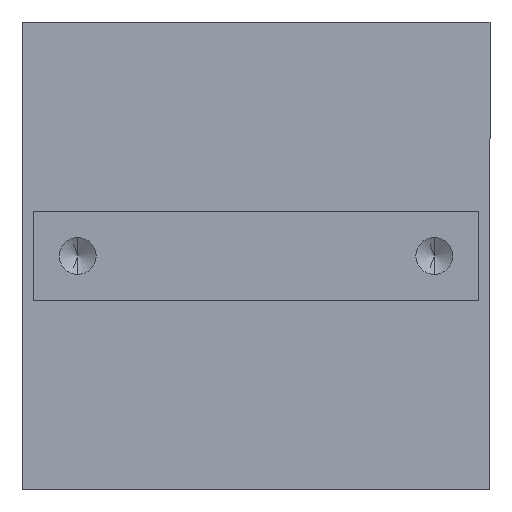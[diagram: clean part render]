
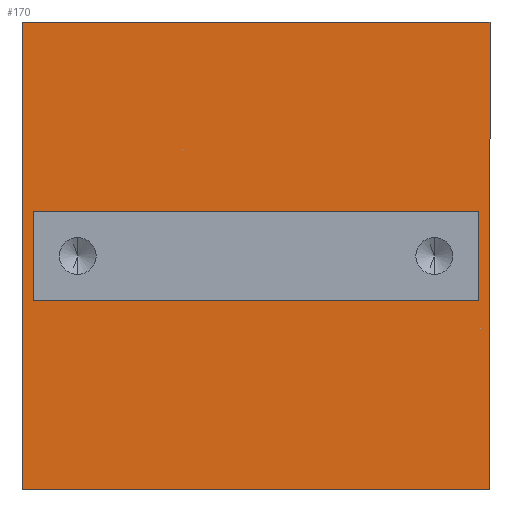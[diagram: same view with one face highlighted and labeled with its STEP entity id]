
A CAD part, front view. The second image highlights one B-rep face of the part: STEP entity #170.
In plain terms, the highlighted planar face has unit normal (0, -1, 0).
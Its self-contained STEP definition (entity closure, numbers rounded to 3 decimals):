
#15 = ORIENTED_EDGE ( 'NONE', *, *, #210, .F. ) ;
#20 = CARTESIAN_POINT ( 'NONE',  ( -21., 17., -21. ) ) ;
#38 = FACE_OUTER_BOUND ( 'NONE', #579, .T. ) ;
#44 = DIRECTION ( 'NONE',  ( -1., 0., 0. ) ) ;
#57 = VECTOR ( 'NONE', #184, 1000. ) ;
#89 = CARTESIAN_POINT ( 'NONE',  ( 20., 17., -4. ) ) ;
#92 = LINE ( 'NONE', #89, #57 ) ;
#94 = DIRECTION ( 'NONE',  ( 0., 0., 1. ) ) ;
#96 = CARTESIAN_POINT ( 'NONE',  ( 0., 17., 0. ) ) ;
#101 = CARTESIAN_POINT ( 'NONE',  ( 20., 17., 4. ) ) ;
#102 = ORIENTED_EDGE ( 'NONE', *, *, #152, .T. ) ;
#109 = VERTEX_POINT ( 'NONE', #571 ) ;
#119 = ORIENTED_EDGE ( 'NONE', *, *, #315, .F. ) ;
#121 = DIRECTION ( 'NONE',  ( -1., 0., 0. ) ) ;
#129 = LINE ( 'NONE', #414, #458 ) ;
#137 = CARTESIAN_POINT ( 'NONE',  ( 21., 17., -21. ) ) ;
#150 = VERTEX_POINT ( 'NONE', #101 ) ;
#152 = EDGE_CURVE ( 'NONE', #109, #544, #326, .T. ) ;
#153 = VERTEX_POINT ( 'NONE', #137 ) ;
#164 = DIRECTION ( 'NONE',  ( 0., 0., -1. ) ) ;
#170 = ADVANCED_FACE ( 'NONE', ( #38, #181 ), #368, .F. ) ;
#174 = LINE ( 'NONE', #596, #334 ) ;
#180 = CARTESIAN_POINT ( 'NONE',  ( -21., 17., 21. ) ) ;
#181 = FACE_BOUND ( 'NONE', #483, .T. ) ;
#184 = DIRECTION ( 'NONE',  ( 0., 0., -1. ) ) ;
#187 = DIRECTION ( 'NONE',  ( 0., 0., 1. ) ) ;
#194 = EDGE_CURVE ( 'NONE', #150, #531, #92, .T. ) ;
#199 = VECTOR ( 'NONE', #511, 1000. ) ;
#210 = EDGE_CURVE ( 'NONE', #439, #301, #321, .T. ) ;
#231 = CARTESIAN_POINT ( 'NONE',  ( -21., 17., -21. ) ) ;
#238 = LINE ( 'NONE', #231, #378 ) ;
#248 = ORIENTED_EDGE ( 'NONE', *, *, #194, .T. ) ;
#285 = CARTESIAN_POINT ( 'NONE',  ( -20., 17., -4. ) ) ;
#288 = DIRECTION ( 'NONE',  ( 0., 1., 0. ) ) ;
#295 = ORIENTED_EDGE ( 'NONE', *, *, #583, .F. ) ;
#301 = VERTEX_POINT ( 'NONE', #362 ) ;
#305 = DIRECTION ( 'NONE',  ( 0., 0., 1. ) ) ;
#312 = EDGE_CURVE ( 'NONE', #544, #150, #129, .T. ) ;
#315 = EDGE_CURVE ( 'NONE', #335, #439, #238, .T. ) ;
#321 = LINE ( 'NONE', #180, #199 ) ;
#324 = EDGE_CURVE ( 'NONE', #531, #109, #372, .T. ) ;
#326 = LINE ( 'NONE', #285, #365 ) ;
#334 = VECTOR ( 'NONE', #164, 1000. ) ;
#335 = VERTEX_POINT ( 'NONE', #577 ) ;
#345 = CARTESIAN_POINT ( 'NONE',  ( -21., 17., 21. ) ) ;
#346 = LINE ( 'NONE', #20, #387 ) ;
#362 = CARTESIAN_POINT ( 'NONE',  ( 21., 17., 21. ) ) ;
#365 = VECTOR ( 'NONE', #94, 1000. ) ;
#368 = PLANE ( 'NONE',  #380 ) ;
#372 = LINE ( 'NONE', #611, #540 ) ;
#378 = VECTOR ( 'NONE', #187, 1000. ) ;
#380 = AXIS2_PLACEMENT_3D ( 'NONE', #96, #288, #305 ) ;
#387 = VECTOR ( 'NONE', #121, 1000. ) ;
#404 = CARTESIAN_POINT ( 'NONE',  ( 20., 17., -4. ) ) ;
#414 = CARTESIAN_POINT ( 'NONE',  ( -20., 17., 4. ) ) ;
#426 = ORIENTED_EDGE ( 'NONE', *, *, #601, .F. ) ;
#439 = VERTEX_POINT ( 'NONE', #345 ) ;
#458 = VECTOR ( 'NONE', #604, 1000. ) ;
#483 = EDGE_LOOP ( 'NONE', ( #484, #248, #599, #102 ) ) ;
#484 = ORIENTED_EDGE ( 'NONE', *, *, #312, .T. ) ;
#511 = DIRECTION ( 'NONE',  ( 1., 0., 0. ) ) ;
#531 = VERTEX_POINT ( 'NONE', #404 ) ;
#540 = VECTOR ( 'NONE', #44, 1000. ) ;
#544 = VERTEX_POINT ( 'NONE', #546 ) ;
#546 = CARTESIAN_POINT ( 'NONE',  ( -20., 17., 4. ) ) ;
#571 = CARTESIAN_POINT ( 'NONE',  ( -20., 17., -4. ) ) ;
#577 = CARTESIAN_POINT ( 'NONE',  ( -21., 17., -21. ) ) ;
#579 = EDGE_LOOP ( 'NONE', ( #295, #15, #119, #426 ) ) ;
#583 = EDGE_CURVE ( 'NONE', #301, #153, #174, .T. ) ;
#596 = CARTESIAN_POINT ( 'NONE',  ( 21., 17., -21. ) ) ;
#599 = ORIENTED_EDGE ( 'NONE', *, *, #324, .T. ) ;
#601 = EDGE_CURVE ( 'NONE', #153, #335, #346, .T. ) ;
#604 = DIRECTION ( 'NONE',  ( 1., 0., 0. ) ) ;
#611 = CARTESIAN_POINT ( 'NONE',  ( -20., 17., -4. ) ) ;
